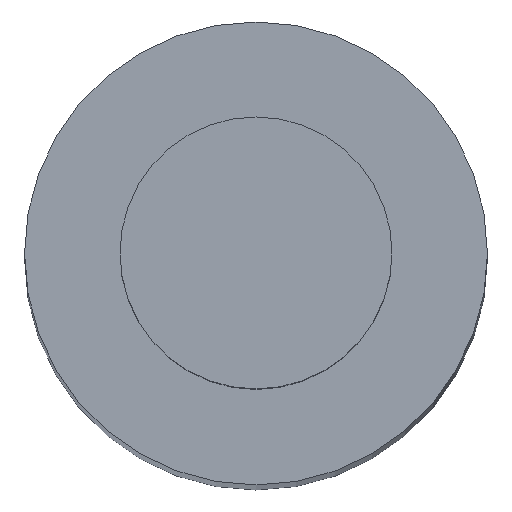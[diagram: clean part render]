
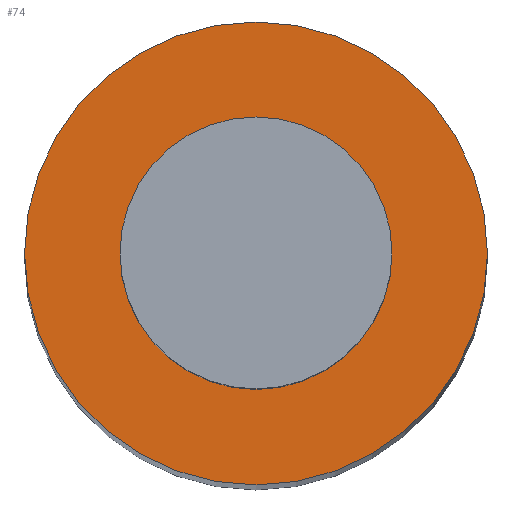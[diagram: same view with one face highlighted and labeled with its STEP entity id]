
A CAD part, top view. The second image highlights one B-rep face of the part: STEP entity #74.
In plain terms, the highlighted planar face has unit normal (0, 0, 1).
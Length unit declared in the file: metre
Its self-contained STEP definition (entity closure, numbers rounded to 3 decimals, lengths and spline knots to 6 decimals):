
#12=PLANE('',#96);
#18=ORIENTED_EDGE('',*,*,#30,.F.);
#19=ORIENTED_EDGE('',*,*,#28,.T.);
#28=EDGE_CURVE('',#34,#34,#40,.T.);
#30=EDGE_CURVE('',#36,#36,#42,.T.);
#34=VERTEX_POINT('',#137);
#36=VERTEX_POINT('',#142);
#40=CIRCLE('',#94,0.004);
#42=CIRCLE('',#97,0.00235);
#48=EDGE_LOOP('',(#18));
#49=EDGE_LOOP('',(#19));
#60=FACE_BOUND('',#48,.T.);
#61=FACE_BOUND('',#49,.T.);
#74=ADVANCED_FACE('',(#60,#61),#12,.T.);
#94=AXIS2_PLACEMENT_3D('',#136,#110,#111);
#96=AXIS2_PLACEMENT_3D('',#140,#114,#115);
#97=AXIS2_PLACEMENT_3D('',#141,#116,#117);
#110=DIRECTION('',(0.,0.,1.));
#111=DIRECTION('',(1.,0.,0.));
#114=DIRECTION('',(0.,0.,1.));
#115=DIRECTION('',(1.,0.,0.));
#116=DIRECTION('',(0.,0.,1.));
#117=DIRECTION('',(1.,0.,0.));
#136=CARTESIAN_POINT('',(0.,0.,0.055));
#137=CARTESIAN_POINT('',(0.004,0.,0.055));
#140=CARTESIAN_POINT('',(0.,0.,0.055));
#141=CARTESIAN_POINT('',(0.,0.,0.055));
#142=CARTESIAN_POINT('',(0.00235,0.,0.055));
